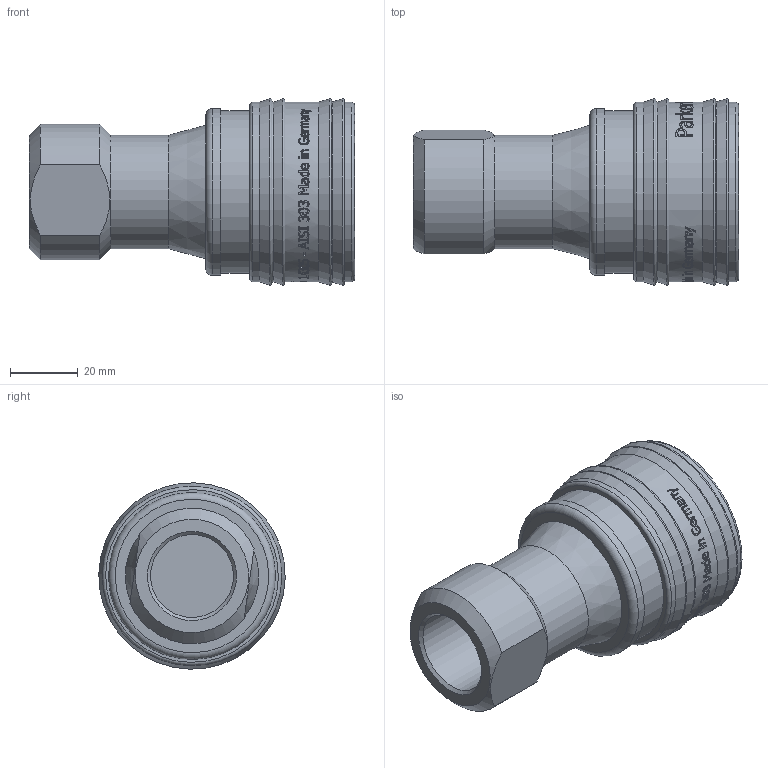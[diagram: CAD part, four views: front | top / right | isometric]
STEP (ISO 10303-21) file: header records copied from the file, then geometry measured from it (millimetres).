
FILE_DESCRIPTION((''),'2;1');
FILE_NAME('75kbiw26rvx.stp','2014-06-24T07:56:28',('IA176480'),(''),'Autodesk Inventor 2013','Autodesk Inventor 2013','');
FILE_SCHEMA(('AUTOMOTIVE_DESIGN { 1 0 10303 214 1 1 1 1 }'));
Length unit declared in the file: millimetre
Products named in the file (1): D110803
Bounding box: 96 x 55.04 x 55.04 mm (x, y, z)
Volume: 122347.4 mm3; surface area: 33127.5 mm2
Topology: 1 solids, 3 shells, 845 faces, 2261 edges, 1505 vertices
Faces by surface type: bspline 390, plane 326, cylinder 94, cone 23, torus 12
Full cylindrical faces by diameter (mm): 24.5 x1, 33.5 x1, 35.134 x2, 37.6 x2, 38.8 x1, 41.3 x2, 41.7 x1, 46 x1, 48 x1, 48.3 x1, 49.3 x1, 53 x3
Entity records: 129937 total; most frequent: CARTESIAN_POINT 111467, ORIENTED_EDGE 4370, DIRECTION 2226, EDGE_CURVE 2185, VERTEX_POINT 1481, B_SPLINE_CURVE_WITH_KNOTS 1091, EDGE_LOOP 986, VECTOR 862
